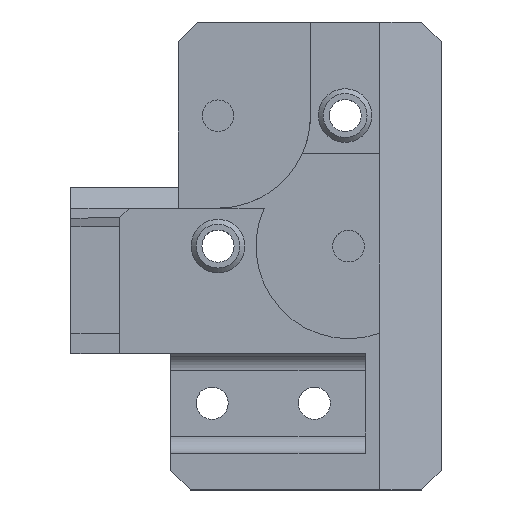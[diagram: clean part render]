
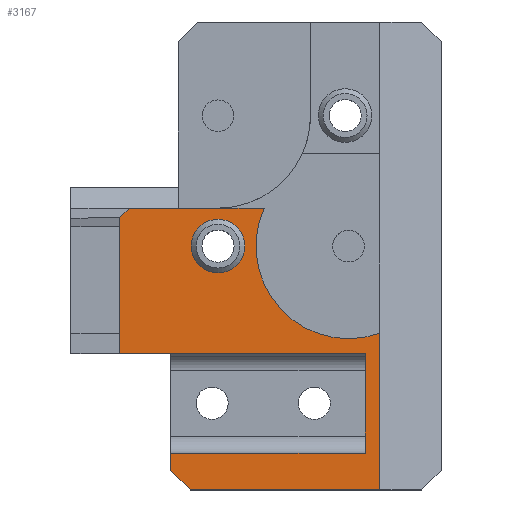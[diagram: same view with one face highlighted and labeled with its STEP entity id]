
A CAD part, top view. The second image highlights one B-rep face of the part: STEP entity #3167.
In plain terms, the highlighted planar face has unit normal (0, 0, 1).
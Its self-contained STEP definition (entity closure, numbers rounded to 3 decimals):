
#114=FACE_BOUND('',#380,.T.);
#132=CIRCLE('',#3370,9.5);
#133=CIRCLE('',#3371,2.75);
#200=FACE_OUTER_BOUND('',#379,.T.);
#379=EDGE_LOOP('',(#2093,#2094,#2095,#2096,#2097,#2098,#2099,#2100,#2101,
#2102,#2103));
#380=EDGE_LOOP('',(#2104));
#574=LINE('',#4383,#932);
#580=LINE('',#4395,#938);
#587=LINE('',#4409,#945);
#588=LINE('',#4411,#946);
#589=LINE('',#4413,#947);
#590=LINE('',#4415,#948);
#591=LINE('',#4417,#949);
#592=LINE('',#4419,#950);
#593=LINE('',#4421,#951);
#594=LINE('',#4423,#952);
#932=VECTOR('',#3588,10.);
#938=VECTOR('',#3598,10.);
#945=VECTOR('',#3607,10.);
#946=VECTOR('',#3608,10.);
#947=VECTOR('',#3609,10.);
#948=VECTOR('',#3610,10.);
#949=VECTOR('',#3611,10.);
#950=VECTOR('',#3612,10.);
#951=VECTOR('',#3613,10.);
#952=VECTOR('',#3614,10.);
#1290=VERTEX_POINT('',#4380);
#1291=VERTEX_POINT('',#4382);
#1295=VERTEX_POINT('',#4394);
#1301=VERTEX_POINT('',#4408);
#1302=VERTEX_POINT('',#4410);
#1303=VERTEX_POINT('',#4412);
#1304=VERTEX_POINT('',#4414);
#1305=VERTEX_POINT('',#4416);
#1306=VERTEX_POINT('',#4418);
#1307=VERTEX_POINT('',#4420);
#1308=VERTEX_POINT('',#4422);
#1309=VERTEX_POINT('',#4425);
#1600=EDGE_CURVE('',#1290,#1291,#574,.T.);
#1606=EDGE_CURVE('',#1295,#1291,#580,.T.);
#1613=EDGE_CURVE('',#1290,#1301,#587,.T.);
#1614=EDGE_CURVE('',#1301,#1302,#588,.T.);
#1615=EDGE_CURVE('',#1302,#1303,#589,.T.);
#1616=EDGE_CURVE('',#1303,#1304,#590,.T.);
#1617=EDGE_CURVE('',#1304,#1305,#591,.T.);
#1618=EDGE_CURVE('',#1306,#1305,#592,.T.);
#1619=EDGE_CURVE('',#1306,#1307,#593,.T.);
#1620=EDGE_CURVE('',#1307,#1308,#594,.T.);
#1621=EDGE_CURVE('',#1308,#1295,#132,.T.);
#1622=EDGE_CURVE('',#1309,#1309,#133,.T.);
#2093=ORIENTED_EDGE('',*,*,#1600,.F.);
#2094=ORIENTED_EDGE('',*,*,#1613,.T.);
#2095=ORIENTED_EDGE('',*,*,#1614,.T.);
#2096=ORIENTED_EDGE('',*,*,#1615,.T.);
#2097=ORIENTED_EDGE('',*,*,#1616,.T.);
#2098=ORIENTED_EDGE('',*,*,#1617,.T.);
#2099=ORIENTED_EDGE('',*,*,#1618,.F.);
#2100=ORIENTED_EDGE('',*,*,#1619,.T.);
#2101=ORIENTED_EDGE('',*,*,#1620,.T.);
#2102=ORIENTED_EDGE('',*,*,#1621,.T.);
#2103=ORIENTED_EDGE('',*,*,#1606,.T.);
#2104=ORIENTED_EDGE('',*,*,#1622,.T.);
#3033=PLANE('',#3369);
#3167=ADVANCED_FACE('',(#200,#114),#3033,.T.);
#3369=AXIS2_PLACEMENT_3D('',#4407,#3605,#3606);
#3370=AXIS2_PLACEMENT_3D('',#4424,#3615,#3616);
#3371=AXIS2_PLACEMENT_3D('',#4426,#3617,#3618);
#3588=DIRECTION('',(0.707,0.707,0.));
#3598=DIRECTION('',(-1.,0.,0.));
#3605=DIRECTION('center_axis',(0.,0.,
1.));
#3606=DIRECTION('ref_axis',(0.,-1.,0.));
#3607=DIRECTION('',(0.,-1.,0.));
#3608=DIRECTION('',(1.,0.,0.));
#3609=DIRECTION('',(0.,-1.,0.));
#3610=DIRECTION('',(-1.,0.,0.));
#3611=DIRECTION('',(0.,-1.,0.));
#3612=DIRECTION('',(-0.707,0.707,0.));
#3613=DIRECTION('',(1.,0.,0.));
#3614=DIRECTION('',(0.,1.,0.));
#3615=DIRECTION('center_axis',(0.,0.,
-1.));
#3616=DIRECTION('ref_axis',(-0.912,0.411,0.));
#3617=DIRECTION('center_axis',(0.,0.,
-1.));
#3618=DIRECTION('ref_axis',(1.,0.,0.));
#4380=CARTESIAN_POINT('',(-14.,-19.35,-8.5));
#4382=CARTESIAN_POINT('',(-13.,-18.35,-8.5));
#4383=CARTESIAN_POINT('',(-11.225,-16.575,-8.5));
#4394=CARTESIAN_POINT('',(0.837,-18.35,-8.5));
#4395=CARTESIAN_POINT('',(2.8,-18.35,-8.5));
#4407=CARTESIAN_POINT('Origin',(0.,-23.25,-8.5));
#4408=CARTESIAN_POINT('',(-14.,-33.25,-8.5));
#4409=CARTESIAN_POINT('',(-14.,-20.8,-8.5));
#4410=CARTESIAN_POINT('',(11.2,-33.25,-8.5));
#4411=CARTESIAN_POINT('',(-4.375,-33.25,-8.5));
#4412=CARTESIAN_POINT('',(11.2,-43.5,-8.5));
#4413=CARTESIAN_POINT('',(11.2,-28.25,-8.5));
#4414=CARTESIAN_POINT('',(-8.75,-43.5,-8.5));
#4415=CARTESIAN_POINT('',(5.6,-43.5,-8.5));
#4416=CARTESIAN_POINT('',(-8.75,-45.25,-8.5));
#4417=CARTESIAN_POINT('',(-8.75,-28.25,-8.5));
#4418=CARTESIAN_POINT('',(-6.75,-47.25,-8.5));
#4419=CARTESIAN_POINT('',(-11.563,-42.438,-8.5));
#4420=CARTESIAN_POINT('',(12.7,-47.25,-8.5));
#4421=CARTESIAN_POINT('',(-19.,-47.25,-8.5));
#4422=CARTESIAN_POINT('',(12.7,-31.195,-8.5));
#4423=CARTESIAN_POINT('',(12.7,-35.25,-8.5));
#4424=CARTESIAN_POINT('Origin',(9.5,-22.25,-8.5));
#4425=CARTESIAN_POINT('',(-6.65,-22.25,-8.5));
#4426=CARTESIAN_POINT('Origin',(-3.9,-22.25,-8.5));
